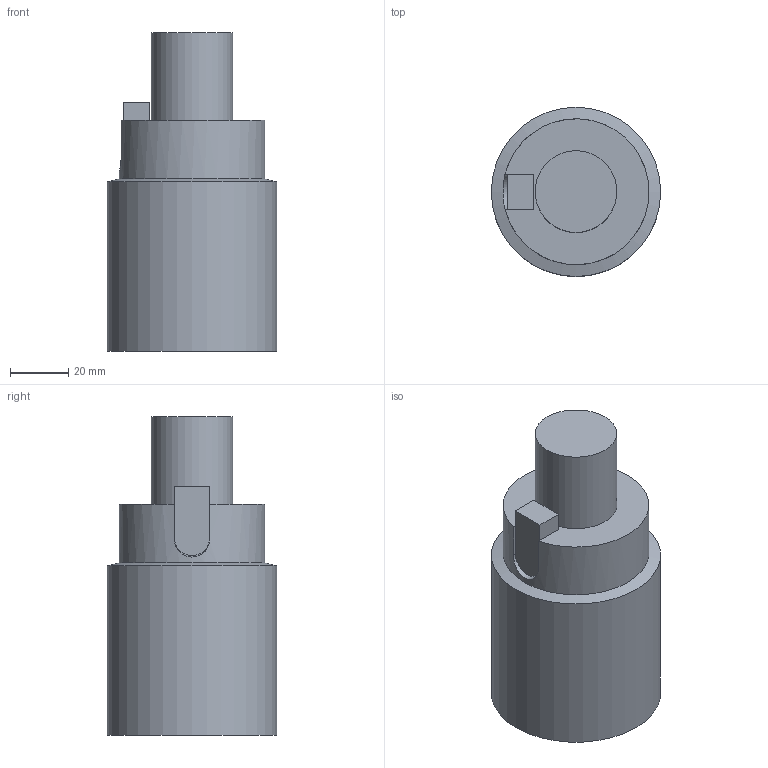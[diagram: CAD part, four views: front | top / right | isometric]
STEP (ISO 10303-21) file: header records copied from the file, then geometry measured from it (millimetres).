
FILE_DESCRIPTION(/* description */ (''),/* implementation_level */ '2;1');
FILE_NAME(/* name */ 'BM050W78050.stp',/* time_stamp */ '2017-10-27T11:34:26+05:00',/* author */ (''),/* organization */ (''),/* preprocessor_version */ 'ST-DEVELOPER v16',/* originating_system */ 'SIEMENS PLM Software NX 11.0',/* authorisation */ '');
FILE_SCHEMA (('AUTOMOTIVE_DESIGN { 1 0 10303 214 3 1 1 1 }'));
Length unit declared in the file: millimetre
Products named in the file (1): BM050W78050
Bounding box: 58 x 58 x 109 mm (x, y, z)
Volume: 213541.3 mm3; surface area: 24362.8 mm2
Topology: 3 solids, 3 shells, 21 faces, 45 edges, 30 vertices
Faces by surface type: plane 12, cylinder 6, cone 3
Full cylindrical faces by diameter (mm): 3.15 x1, 28 x1, 50 x1, 58 x1
Entity records: 565 total; most frequent: DIRECTION 93, CARTESIAN_POINT 91, ORIENTED_EDGE 64, AXIS2_PLACEMENT_3D 37, EDGE_CURVE 32, EDGE_LOOP 28, VERTEX_POINT 25, ADVANCED_FACE 21
